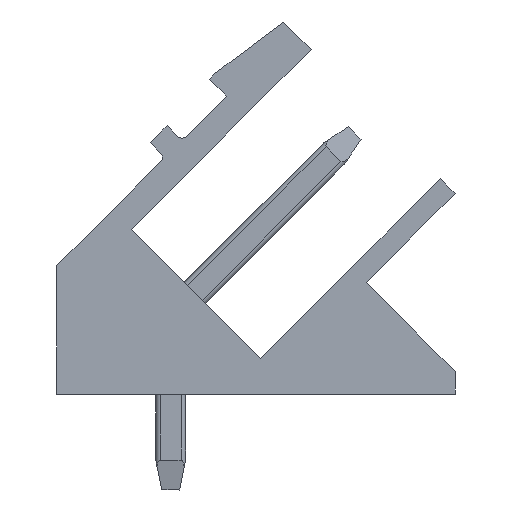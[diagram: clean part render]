
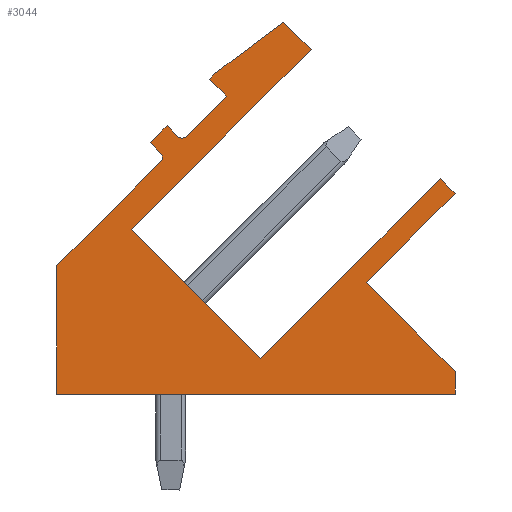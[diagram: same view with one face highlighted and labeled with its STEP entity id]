
A CAD part, left-side view. The second image highlights one B-rep face of the part: STEP entity #3044.
In plain terms, the highlighted planar face has unit normal (-1, 0, 0).
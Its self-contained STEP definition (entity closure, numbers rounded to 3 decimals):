
#1497=AXIS2_PLACEMENT_3D('Circle Axis2P3D',#1495,#1496,$) ;
#1621=AXIS2_PLACEMENT_3D('Circle Axis2P3D',#1619,#1620,$) ;
#3020=AXIS2_PLACEMENT_3D('Plane Axis2P3D',#3017,#3018,#3019) ;
#49=CARTESIAN_POINT('Vertex',(0.,6.505,4.385)) ;
#52=CARTESIAN_POINT('Line Origine',(0.,3.5,7.39)) ;
#56=CARTESIAN_POINT('Vertex',(0.,0.495,10.395)) ;
#87=CARTESIAN_POINT('Vertex',(0.,10.819,8.698)) ;
#90=CARTESIAN_POINT('Line Origine',(0.,8.662,6.541)) ;
#1306=CARTESIAN_POINT('Vertex',(0.,4.808,14.708)) ;
#1309=CARTESIAN_POINT('Line Origine',(0.,7.814,11.703)) ;
#1337=CARTESIAN_POINT('Vertex',(0.,5.728,15.628)) ;
#1340=CARTESIAN_POINT('Line Origine',(0.,5.268,15.168)) ;
#1368=CARTESIAN_POINT('Vertex',(0.,7.99,13.931)) ;
#1371=CARTESIAN_POINT('Line Origine',(0.,6.859,14.779)) ;
#1399=CARTESIAN_POINT('Vertex',(0.,8.202,13.718)) ;
#1402=CARTESIAN_POINT('Line Origine',(0.,8.096,13.824)) ;
#1430=CARTESIAN_POINT('Vertex',(0.,7.637,13.153)) ;
#1433=CARTESIAN_POINT('Line Origine',(0.,7.92,13.436)) ;
#1461=CARTESIAN_POINT('Vertex',(0.,8.98,11.809)) ;
#1464=CARTESIAN_POINT('Line Origine',(0.,8.309,12.481)) ;
#1492=CARTESIAN_POINT('Vertex',(0.,9.263,11.809)) ;
#1495=CARTESIAN_POINT('Axis2P3D Location',(0.,9.122,11.951)) ;
#1523=CARTESIAN_POINT('Vertex',(0.,9.617,12.163)) ;
#1526=CARTESIAN_POINT('Line Origine',(0.,9.44,11.986)) ;
#1554=CARTESIAN_POINT('Vertex',(0.,10.182,11.597)) ;
#1557=CARTESIAN_POINT('Line Origine',(0.,9.899,11.88)) ;
#1585=CARTESIAN_POINT('Vertex',(0.,9.829,11.244)) ;
#1588=CARTESIAN_POINT('Line Origine',(0.,10.006,11.42)) ;
#1616=CARTESIAN_POINT('Vertex',(0.,9.829,10.961)) ;
#1619=CARTESIAN_POINT('Axis2P3D Location',(0.,9.97,11.102)) ;
#1642=CARTESIAN_POINT('Vertex',(0.,13.3,7.489)) ;
#1645=CARTESIAN_POINT('Line Origine',(0.,11.564,9.225)) ;
#1673=CARTESIAN_POINT('Vertex',(0.,13.3,3.2)) ;
#1676=CARTESIAN_POINT('Line Origine',(0.,13.3,5.345)) ;
#1704=CARTESIAN_POINT('Vertex',(0.,0.,3.2)) ;
#1707=CARTESIAN_POINT('Line Origine',(0.,6.65,3.2)) ;
#2923=CARTESIAN_POINT('Vertex',(0.,0.,3.96)) ;
#2926=CARTESIAN_POINT('Line Origine',(0.,0.,3.58)) ;
#2954=CARTESIAN_POINT('Vertex',(0.,2.97,6.93)) ;
#2957=CARTESIAN_POINT('Line Origine',(0.,1.485,5.445)) ;
#2985=CARTESIAN_POINT('Vertex',(0.,0.,9.9)) ;
#2988=CARTESIAN_POINT('Line Origine',(0.,1.485,8.415)) ;
#3005=CARTESIAN_POINT('Line Origine',(0.,0.247,10.147)) ;
#3017=CARTESIAN_POINT('Axis2P3D Location',(0.,0.,0.)) ;
#53=DIRECTION('Vector Direction',(0.,0.707,-0.707)) ;
#91=DIRECTION('Vector Direction',(0.,-0.707,-0.707)) ;
#1310=DIRECTION('Vector Direction',(0.,-0.707,0.707)) ;
#1341=DIRECTION('Vector Direction',(0.,-0.707,-0.707)) ;
#1372=DIRECTION('Vector Direction',(0.,-0.8,0.6)) ;
#1403=DIRECTION('Vector Direction',(0.,-0.707,0.707)) ;
#1434=DIRECTION('Vector Direction',(0.,0.707,0.707)) ;
#1465=DIRECTION('Vector Direction',(0.,-0.707,0.707)) ;
#1496=DIRECTION('Axis2P3D Direction',(-1.,0.,0.)) ;
#1527=DIRECTION('Vector Direction',(0.,-0.707,-0.707)) ;
#1558=DIRECTION('Vector Direction',(0.,-0.707,0.707)) ;
#1589=DIRECTION('Vector Direction',(0.,0.707,0.707)) ;
#1620=DIRECTION('Axis2P3D Direction',(-1.,0.,0.)) ;
#1646=DIRECTION('Vector Direction',(0.,-0.707,0.707)) ;
#1677=DIRECTION('Vector Direction',(0.,0.,1.)) ;
#1708=DIRECTION('Vector Direction',(0.,1.,0.)) ;
#2927=DIRECTION('Vector Direction',(0.,0.,-1.)) ;
#2958=DIRECTION('Vector Direction',(0.,-0.707,-0.707)) ;
#2989=DIRECTION('Vector Direction',(0.,0.707,-0.707)) ;
#3006=DIRECTION('Vector Direction',(0.,-0.707,-0.707)) ;
#3018=DIRECTION('Axis2P3D Direction',(-1.,0.,0.)) ;
#3019=DIRECTION('Axis2P3D XDirection',(0.,0.,1.)) ;
#54=VECTOR('Line Direction',#53,1.) ;
#92=VECTOR('Line Direction',#91,1.) ;
#1311=VECTOR('Line Direction',#1310,1.) ;
#1342=VECTOR('Line Direction',#1341,1.) ;
#1373=VECTOR('Line Direction',#1372,1.) ;
#1404=VECTOR('Line Direction',#1403,1.) ;
#1435=VECTOR('Line Direction',#1434,1.) ;
#1466=VECTOR('Line Direction',#1465,1.) ;
#1528=VECTOR('Line Direction',#1527,1.) ;
#1559=VECTOR('Line Direction',#1558,1.) ;
#1590=VECTOR('Line Direction',#1589,1.) ;
#1647=VECTOR('Line Direction',#1646,1.) ;
#1678=VECTOR('Line Direction',#1677,1.) ;
#1709=VECTOR('Line Direction',#1708,1.) ;
#2928=VECTOR('Line Direction',#2927,1.) ;
#2959=VECTOR('Line Direction',#2958,1.) ;
#2990=VECTOR('Line Direction',#2989,1.) ;
#3007=VECTOR('Line Direction',#3006,1.) ;
#3023=ORIENTED_EDGE('',*,*,#58,.T.) ;
#3024=ORIENTED_EDGE('',*,*,#94,.T.) ;
#3025=ORIENTED_EDGE('',*,*,#1313,.T.) ;
#3026=ORIENTED_EDGE('',*,*,#1344,.T.) ;
#3027=ORIENTED_EDGE('',*,*,#1375,.T.) ;
#3028=ORIENTED_EDGE('',*,*,#1406,.T.) ;
#3029=ORIENTED_EDGE('',*,*,#1437,.T.) ;
#3030=ORIENTED_EDGE('',*,*,#1468,.T.) ;
#3031=ORIENTED_EDGE('',*,*,#1499,.T.) ;
#3032=ORIENTED_EDGE('',*,*,#1530,.T.) ;
#3033=ORIENTED_EDGE('',*,*,#1561,.T.) ;
#3034=ORIENTED_EDGE('',*,*,#1592,.T.) ;
#3035=ORIENTED_EDGE('',*,*,#1623,.T.) ;
#3036=ORIENTED_EDGE('',*,*,#1649,.T.) ;
#3037=ORIENTED_EDGE('',*,*,#1680,.T.) ;
#3038=ORIENTED_EDGE('',*,*,#1711,.T.) ;
#3039=ORIENTED_EDGE('',*,*,#2930,.T.) ;
#3040=ORIENTED_EDGE('',*,*,#2961,.T.) ;
#3041=ORIENTED_EDGE('',*,*,#2992,.T.) ;
#3042=ORIENTED_EDGE('',*,*,#3009,.T.) ;
#3044=ADVANCED_FACE('Housing',(#3043),#3021,.T.) ;
#1498=CIRCLE('generated circle',#1497,0.2) ;
#1622=CIRCLE('generated circle',#1621,0.2) ;
#58=EDGE_CURVE('',#57,#50,#55,.T.) ;
#94=EDGE_CURVE('',#50,#88,#93,.F.) ;
#1313=EDGE_CURVE('',#88,#1307,#1312,.T.) ;
#1344=EDGE_CURVE('',#1307,#1338,#1343,.F.) ;
#1375=EDGE_CURVE('',#1338,#1369,#1374,.F.) ;
#1406=EDGE_CURVE('',#1369,#1400,#1405,.F.) ;
#1437=EDGE_CURVE('',#1400,#1431,#1436,.F.) ;
#1468=EDGE_CURVE('',#1431,#1462,#1467,.F.) ;
#1499=EDGE_CURVE('',#1462,#1493,#1498,.F.) ;
#1530=EDGE_CURVE('',#1493,#1524,#1529,.F.) ;
#1561=EDGE_CURVE('',#1524,#1555,#1560,.F.) ;
#1592=EDGE_CURVE('',#1555,#1586,#1591,.F.) ;
#1623=EDGE_CURVE('',#1586,#1617,#1622,.F.) ;
#1649=EDGE_CURVE('',#1617,#1643,#1648,.F.) ;
#1680=EDGE_CURVE('',#1643,#1674,#1679,.F.) ;
#1711=EDGE_CURVE('',#1674,#1705,#1710,.F.) ;
#2930=EDGE_CURVE('',#1705,#2924,#2929,.F.) ;
#2961=EDGE_CURVE('',#2924,#2955,#2960,.F.) ;
#2992=EDGE_CURVE('',#2955,#2986,#2991,.F.) ;
#3009=EDGE_CURVE('',#2986,#57,#3008,.F.) ;
#3022=EDGE_LOOP('',(#3023,#3024,#3025,#3026,#3027,#3028,#3029,#3030,#3031,#3032,#3033,#3034,#3035,#3036,#3037,#3038,#3039,#3040,#3041,#3042)) ;
#3043=FACE_OUTER_BOUND('',#3022,.T.) ;
#55=LINE('Line',#52,#54) ;
#93=LINE('Line',#90,#92) ;
#1312=LINE('Line',#1309,#1311) ;
#1343=LINE('Line',#1340,#1342) ;
#1374=LINE('Line',#1371,#1373) ;
#1405=LINE('Line',#1402,#1404) ;
#1436=LINE('Line',#1433,#1435) ;
#1467=LINE('Line',#1464,#1466) ;
#1529=LINE('Line',#1526,#1528) ;
#1560=LINE('Line',#1557,#1559) ;
#1591=LINE('Line',#1588,#1590) ;
#1648=LINE('Line',#1645,#1647) ;
#1679=LINE('Line',#1676,#1678) ;
#1710=LINE('Line',#1707,#1709) ;
#2929=LINE('Line',#2926,#2928) ;
#2960=LINE('Line',#2957,#2959) ;
#2991=LINE('Line',#2988,#2990) ;
#3008=LINE('Line',#3005,#3007) ;
#3021=PLANE('',#3020) ;
#50=VERTEX_POINT('',#49) ;
#57=VERTEX_POINT('',#56) ;
#88=VERTEX_POINT('',#87) ;
#1307=VERTEX_POINT('',#1306) ;
#1338=VERTEX_POINT('',#1337) ;
#1369=VERTEX_POINT('',#1368) ;
#1400=VERTEX_POINT('',#1399) ;
#1431=VERTEX_POINT('',#1430) ;
#1462=VERTEX_POINT('',#1461) ;
#1493=VERTEX_POINT('',#1492) ;
#1524=VERTEX_POINT('',#1523) ;
#1555=VERTEX_POINT('',#1554) ;
#1586=VERTEX_POINT('',#1585) ;
#1617=VERTEX_POINT('',#1616) ;
#1643=VERTEX_POINT('',#1642) ;
#1674=VERTEX_POINT('',#1673) ;
#1705=VERTEX_POINT('',#1704) ;
#2924=VERTEX_POINT('',#2923) ;
#2955=VERTEX_POINT('',#2954) ;
#2986=VERTEX_POINT('',#2985) ;
